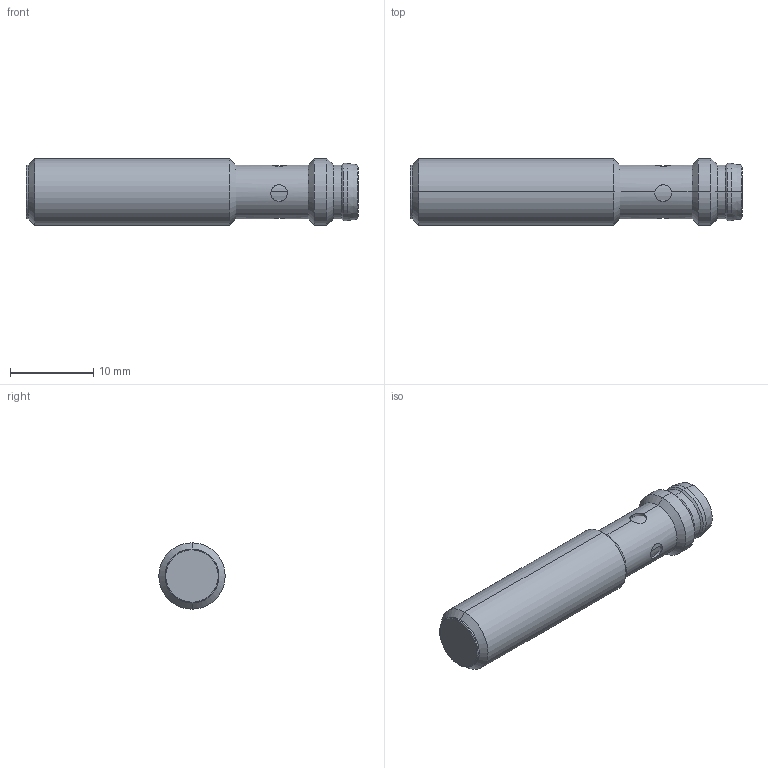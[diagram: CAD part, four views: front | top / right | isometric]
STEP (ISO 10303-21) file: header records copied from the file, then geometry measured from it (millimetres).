
FILE_DESCRIPTION (( 'STEP AP214' ), '1' );
FILE_NAME ('AE6-AP-3F.step', '2018-04-12T18:56:20', ( '' ), ( '' ), 'SwSTEP 2.0', 'SolidWorks 2017', '' );
FILE_SCHEMA (( 'AUTOMOTIVE_DESIGN' ));
Length unit declared in the file: inch
Products named in the file (1): AE6-AP-3F
Bounding box: 40 x 8 x 8 mm (x, y, z)
Volume: 1779 mm3; surface area: 1458.3 mm2
Topology: 3 solids, 3 shells, 61 faces, 134 edges, 79 vertices
Faces by surface type: cylinder 30, cone 12, plane 11, bspline 8
Entity records: 2695 total; most frequent: CARTESIAN_POINT 531, DIRECTION 292, ORIENTED_EDGE 256, EDGE_CURVE 128, AXIS2_PLACEMENT_3D 124, VERTEX_POINT 79, CIRCLE 70, EDGE_LOOP 67
